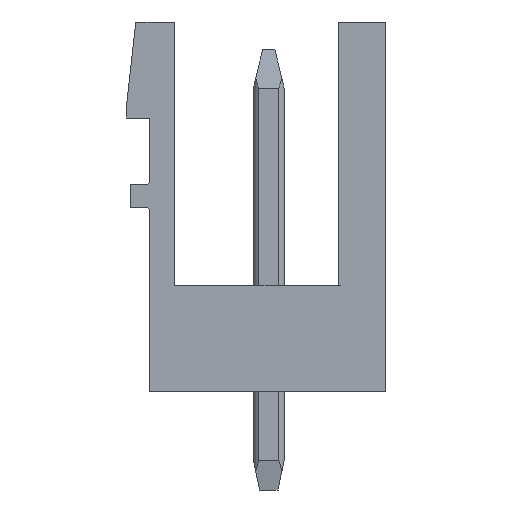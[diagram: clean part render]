
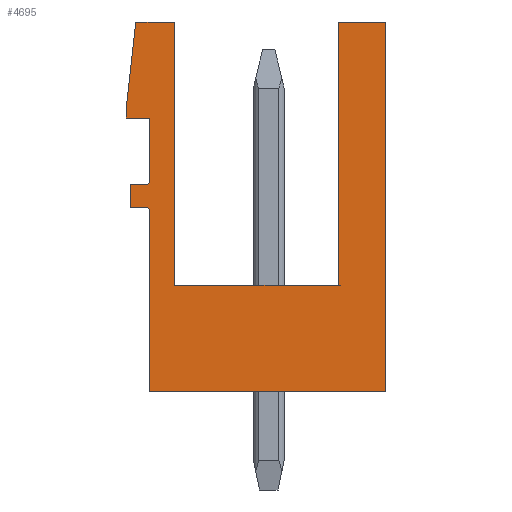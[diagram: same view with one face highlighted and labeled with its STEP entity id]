
A CAD part, left-side view. The second image highlights one B-rep face of the part: STEP entity #4695.
In plain terms, the highlighted planar face has unit normal (-1, 0, 0).
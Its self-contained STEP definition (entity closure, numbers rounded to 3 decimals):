
#3079=AXIS2_PLACEMENT_3D('Circle Axis2P3D',#3077,#3078,$) ;
#3203=AXIS2_PLACEMENT_3D('Circle Axis2P3D',#3201,#3202,$) ;
#4650=AXIS2_PLACEMENT_3D('Plane Axis2P3D',#4647,#4648,#4649) ;
#49=CARTESIAN_POINT('Vertex',(0.,0.,15.2)) ;
#52=CARTESIAN_POINT('Line Origine',(0.,0.,9.2)) ;
#56=CARTESIAN_POINT('Vertex',(0.,0.,3.2)) ;
#89=CARTESIAN_POINT('Vertex',(0.,8.12,15.2)) ;
#92=CARTESIAN_POINT('Line Origine',(0.,7.49,15.2)) ;
#96=CARTESIAN_POINT('Vertex',(0.,6.86,15.2)) ;
#1615=CARTESIAN_POINT('Line Origine',(0.,0.77,15.2)) ;
#1619=CARTESIAN_POINT('Vertex',(0.,1.54,15.2)) ;
#2155=CARTESIAN_POINT('Vertex',(0.,8.43,12.08)) ;
#2158=CARTESIAN_POINT('Line Origine',(0.,8.43,12.24)) ;
#2162=CARTESIAN_POINT('Vertex',(0.,8.43,12.4)) ;
#2487=CARTESIAN_POINT('Vertex',(0.,7.68,12.08)) ;
#2490=CARTESIAN_POINT('Line Origine',(0.,8.055,12.08)) ;
#2940=CARTESIAN_POINT('Vertex',(0.,7.68,10.03)) ;
#2943=CARTESIAN_POINT('Line Origine',(0.,7.68,11.055)) ;
#3074=CARTESIAN_POINT('Vertex',(0.,7.78,9.93)) ;
#3077=CARTESIAN_POINT('Axis2P3D Location',(0.,7.78,10.03)) ;
#3105=CARTESIAN_POINT('Vertex',(0.,8.3,9.93)) ;
#3108=CARTESIAN_POINT('Line Origine',(0.,8.04,9.93)) ;
#3136=CARTESIAN_POINT('Vertex',(0.,8.3,9.18)) ;
#3139=CARTESIAN_POINT('Line Origine',(0.,8.3,9.555)) ;
#3167=CARTESIAN_POINT('Vertex',(0.,7.78,9.18)) ;
#3170=CARTESIAN_POINT('Line Origine',(0.,8.04,9.18)) ;
#3198=CARTESIAN_POINT('Vertex',(0.,7.68,9.08)) ;
#3201=CARTESIAN_POINT('Axis2P3D Location',(0.,7.78,9.08)) ;
#3224=CARTESIAN_POINT('Vertex',(0.,7.68,3.2)) ;
#3227=CARTESIAN_POINT('Line Origine',(0.,7.68,6.14)) ;
#3249=CARTESIAN_POINT('Line Origine',(0.,3.84,3.2)) ;
#4647=CARTESIAN_POINT('Axis2P3D Location',(0.,0.,0.)) ;
#4652=CARTESIAN_POINT('Line Origine',(0.,8.275,13.8)) ;
#4657=CARTESIAN_POINT('Line Origine',(0.,1.54,10.925)) ;
#4661=CARTESIAN_POINT('Vertex',(0.,1.54,6.65)) ;
#4664=CARTESIAN_POINT('Line Origine',(0.,4.2,6.65)) ;
#4668=CARTESIAN_POINT('Vertex',(0.,6.86,6.65)) ;
#4671=CARTESIAN_POINT('Line Origine',(0.,6.86,10.925)) ;
#53=DIRECTION('Vector Direction',(0.,0.,1.)) ;
#93=DIRECTION('Vector Direction',(0.,-1.,0.)) ;
#1616=DIRECTION('Vector Direction',(0.,-1.,0.)) ;
#2159=DIRECTION('Vector Direction',(0.,0.,1.)) ;
#2491=DIRECTION('Vector Direction',(0.,1.,0.)) ;
#2944=DIRECTION('Vector Direction',(0.,0.,1.)) ;
#3078=DIRECTION('Axis2P3D Direction',(-1.,0.,0.)) ;
#3109=DIRECTION('Vector Direction',(0.,-1.,0.)) ;
#3140=DIRECTION('Vector Direction',(0.,0.,1.)) ;
#3171=DIRECTION('Vector Direction',(0.,1.,0.)) ;
#3202=DIRECTION('Axis2P3D Direction',(-1.,0.,0.)) ;
#3228=DIRECTION('Vector Direction',(0.,0.,-1.)) ;
#3250=DIRECTION('Vector Direction',(0.,1.,0.)) ;
#4648=DIRECTION('Axis2P3D Direction',(-1.,0.,0.)) ;
#4649=DIRECTION('Axis2P3D XDirection',(0.,0.,1.)) ;
#4653=DIRECTION('Vector Direction',(0.,-0.11,0.994)) ;
#4658=DIRECTION('Vector Direction',(0.,0.,-1.)) ;
#4665=DIRECTION('Vector Direction',(0.,-1.,0.)) ;
#4672=DIRECTION('Vector Direction',(0.,0.,-1.)) ;
#54=VECTOR('Line Direction',#53,1.) ;
#94=VECTOR('Line Direction',#93,1.) ;
#1617=VECTOR('Line Direction',#1616,1.) ;
#2160=VECTOR('Line Direction',#2159,1.) ;
#2492=VECTOR('Line Direction',#2491,1.) ;
#2945=VECTOR('Line Direction',#2944,1.) ;
#3110=VECTOR('Line Direction',#3109,1.) ;
#3141=VECTOR('Line Direction',#3140,1.) ;
#3172=VECTOR('Line Direction',#3171,1.) ;
#3229=VECTOR('Line Direction',#3228,1.) ;
#3251=VECTOR('Line Direction',#3250,1.) ;
#4654=VECTOR('Line Direction',#4653,1.) ;
#4659=VECTOR('Line Direction',#4658,1.) ;
#4666=VECTOR('Line Direction',#4665,1.) ;
#4673=VECTOR('Line Direction',#4672,1.) ;
#4677=ORIENTED_EDGE('',*,*,#98,.T.) ;
#4678=ORIENTED_EDGE('',*,*,#4656,.F.) ;
#4679=ORIENTED_EDGE('',*,*,#2164,.T.) ;
#4680=ORIENTED_EDGE('',*,*,#2494,.T.) ;
#4681=ORIENTED_EDGE('',*,*,#2947,.T.) ;
#4682=ORIENTED_EDGE('',*,*,#3081,.T.) ;
#4683=ORIENTED_EDGE('',*,*,#3112,.T.) ;
#4684=ORIENTED_EDGE('',*,*,#3143,.T.) ;
#4685=ORIENTED_EDGE('',*,*,#3174,.T.) ;
#4686=ORIENTED_EDGE('',*,*,#3205,.T.) ;
#4687=ORIENTED_EDGE('',*,*,#3231,.T.) ;
#4688=ORIENTED_EDGE('',*,*,#3253,.T.) ;
#4689=ORIENTED_EDGE('',*,*,#58,.T.) ;
#4690=ORIENTED_EDGE('',*,*,#1621,.T.) ;
#4691=ORIENTED_EDGE('',*,*,#4663,.T.) ;
#4692=ORIENTED_EDGE('',*,*,#4670,.F.) ;
#4693=ORIENTED_EDGE('',*,*,#4675,.F.) ;
#4695=ADVANCED_FACE('HOUSING',(#4694),#4651,.T.) ;
#3080=CIRCLE('generated circle',#3079,0.1) ;
#3204=CIRCLE('generated circle',#3203,0.1) ;
#58=EDGE_CURVE('',#57,#50,#55,.T.) ;
#98=EDGE_CURVE('',#97,#90,#95,.F.) ;
#1621=EDGE_CURVE('',#50,#1620,#1618,.F.) ;
#2164=EDGE_CURVE('',#2163,#2156,#2161,.F.) ;
#2494=EDGE_CURVE('',#2156,#2488,#2493,.F.) ;
#2947=EDGE_CURVE('',#2488,#2941,#2946,.F.) ;
#3081=EDGE_CURVE('',#2941,#3075,#3080,.F.) ;
#3112=EDGE_CURVE('',#3075,#3106,#3111,.F.) ;
#3143=EDGE_CURVE('',#3106,#3137,#3142,.F.) ;
#3174=EDGE_CURVE('',#3137,#3168,#3173,.F.) ;
#3205=EDGE_CURVE('',#3168,#3199,#3204,.F.) ;
#3231=EDGE_CURVE('',#3199,#3225,#3230,.T.) ;
#3253=EDGE_CURVE('',#3225,#57,#3252,.F.) ;
#4656=EDGE_CURVE('',#2163,#90,#4655,.T.) ;
#4663=EDGE_CURVE('',#1620,#4662,#4660,.T.) ;
#4670=EDGE_CURVE('',#4669,#4662,#4667,.T.) ;
#4675=EDGE_CURVE('',#97,#4669,#4674,.T.) ;
#4676=EDGE_LOOP('',(#4677,#4678,#4679,#4680,#4681,#4682,#4683,#4684,#4685,#4686,#4687,#4688,#4689,#4690,#4691,#4692,#4693)) ;
#4694=FACE_OUTER_BOUND('',#4676,.T.) ;
#55=LINE('Line',#52,#54) ;
#95=LINE('Line',#92,#94) ;
#1618=LINE('Line',#1615,#1617) ;
#2161=LINE('Line',#2158,#2160) ;
#2493=LINE('Line',#2490,#2492) ;
#2946=LINE('Line',#2943,#2945) ;
#3111=LINE('Line',#3108,#3110) ;
#3142=LINE('Line',#3139,#3141) ;
#3173=LINE('Line',#3170,#3172) ;
#3230=LINE('Line',#3227,#3229) ;
#3252=LINE('Line',#3249,#3251) ;
#4655=LINE('Line',#4652,#4654) ;
#4660=LINE('Line',#4657,#4659) ;
#4667=LINE('Line',#4664,#4666) ;
#4674=LINE('Line',#4671,#4673) ;
#4651=PLANE('',#4650) ;
#50=VERTEX_POINT('',#49) ;
#57=VERTEX_POINT('',#56) ;
#90=VERTEX_POINT('',#89) ;
#97=VERTEX_POINT('',#96) ;
#1620=VERTEX_POINT('',#1619) ;
#2156=VERTEX_POINT('',#2155) ;
#2163=VERTEX_POINT('',#2162) ;
#2488=VERTEX_POINT('',#2487) ;
#2941=VERTEX_POINT('',#2940) ;
#3075=VERTEX_POINT('',#3074) ;
#3106=VERTEX_POINT('',#3105) ;
#3137=VERTEX_POINT('',#3136) ;
#3168=VERTEX_POINT('',#3167) ;
#3199=VERTEX_POINT('',#3198) ;
#3225=VERTEX_POINT('',#3224) ;
#4662=VERTEX_POINT('',#4661) ;
#4669=VERTEX_POINT('',#4668) ;
